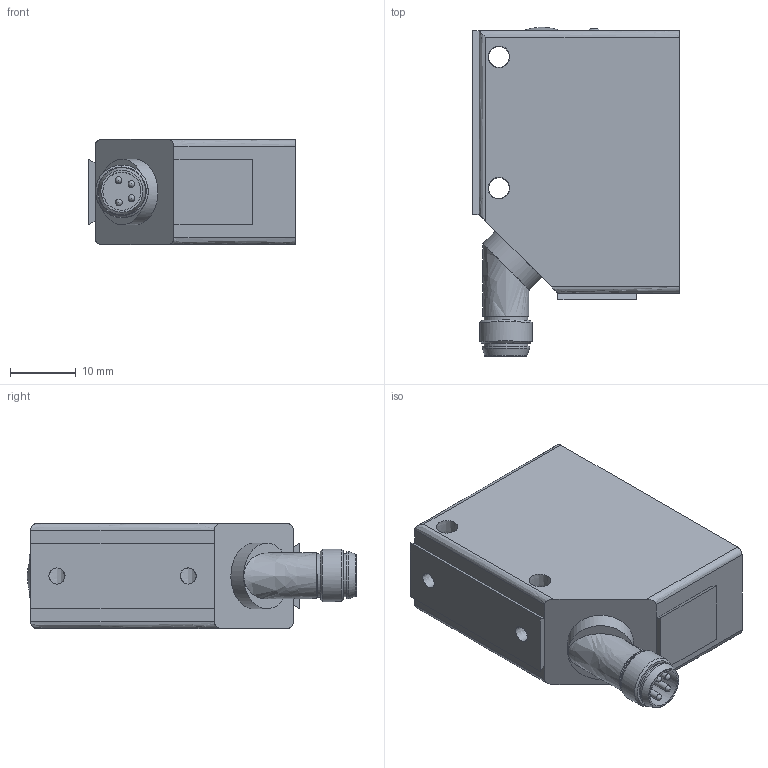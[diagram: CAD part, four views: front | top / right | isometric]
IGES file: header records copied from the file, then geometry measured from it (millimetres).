
Global section: file name: LHT_41_M_02_FG3-T4; native system: Autodesk Inventor 2015; preprocessor: unknown; author: lck; date: 20150721.140811; units: millimetre
Bounding box: 31.5 x 50.14 x 16 mm (x, y, z)
Volume: 18929 mm3; surface area: 5606.2 mm2
Topology: 1 solids, 9 shells, 119 faces, 281 edges, 189 vertices
Faces by surface type: bspline 119
